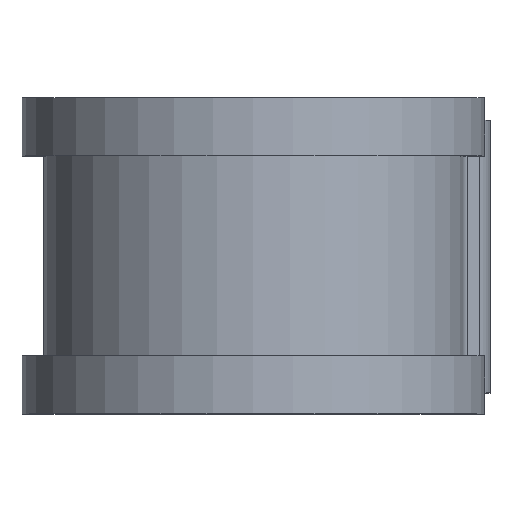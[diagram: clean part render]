
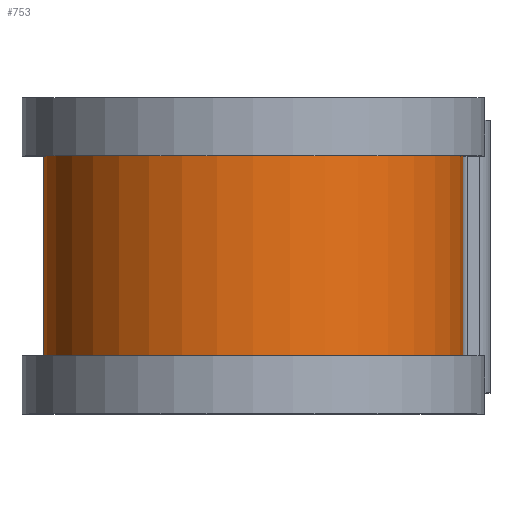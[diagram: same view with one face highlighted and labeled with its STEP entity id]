
A CAD part, top view. The second image highlights one B-rep face of the part: STEP entity #753.
In plain terms, the highlighted cylindrical face has radius 14.643 mm (diameter 29.286 mm), a partial arc.
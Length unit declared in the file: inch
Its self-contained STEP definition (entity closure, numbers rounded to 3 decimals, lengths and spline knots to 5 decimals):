
#6 = CARTESIAN_POINT ( 'NONE',  ( 0.5765, 0.375, 0. ) ) ;
#10 = VERTEX_POINT ( 'NONE', #1565 ) ;
#38 = VERTEX_POINT ( 'NONE', #84 ) ;
#66 = DIRECTION ( 'NONE',  ( 0., 0., -1. ) ) ;
#84 = CARTESIAN_POINT ( 'NONE',  ( 0., -0.275, -0.5765 ) ) ;
#111 = CARTESIAN_POINT ( 'NONE',  ( 0.5765, 0.275, 0. ) ) ;
#183 = CYLINDRICAL_SURFACE ( 'NONE', #1147, 0.5765 ) ;
#283 = VECTOR ( 'NONE', #897, 39.37008 ) ;
#405 = EDGE_CURVE ( 'NONE', #10, #38, #820, .T. ) ;
#455 = EDGE_CURVE ( 'NONE', #810, #38, #726, .T. ) ;
#477 = ORIENTED_EDGE ( 'NONE', *, *, #912, .F. ) ;
#589 = DIRECTION ( 'NONE',  ( 0., -1., 0. ) ) ;
#622 = EDGE_CURVE ( 'NONE', #1004, #10, #1465, .T. ) ;
#726 = CIRCLE ( 'NONE', #1022, 0.5765 ) ;
#753 = ADVANCED_FACE ( 'NONE', ( #918 ), #183, .T. ) ;
#780 = DIRECTION ( 'NONE',  ( 0., 0., -1. ) ) ;
#810 = VERTEX_POINT ( 'NONE', #1377 ) ;
#820 = LINE ( 'NONE', #993, #1139 ) ;
#851 = CARTESIAN_POINT ( 'NONE',  ( 0., 0.375, 0. ) ) ;
#862 = DIRECTION ( 'NONE',  ( 0., -1., 0. ) ) ;
#875 = EDGE_LOOP ( 'NONE', ( #477, #1159, #971, #1153 ) ) ;
#897 = DIRECTION ( 'NONE',  ( 0., -1., 0. ) ) ;
#911 = DIRECTION ( 'NONE',  ( 0., -1., 0. ) ) ;
#912 = EDGE_CURVE ( 'NONE', #1004, #810, #1368, .T. ) ;
#918 = FACE_OUTER_BOUND ( 'NONE', #875, .T. ) ;
#971 = ORIENTED_EDGE ( 'NONE', *, *, #405, .T. ) ;
#993 = CARTESIAN_POINT ( 'NONE',  ( 0., 0.375, -0.5765 ) ) ;
#1004 = VERTEX_POINT ( 'NONE', #111 ) ;
#1022 = AXIS2_PLACEMENT_3D ( 'NONE', #1686, #862, #66 ) ;
#1139 = VECTOR ( 'NONE', #589, 39.37008 ) ;
#1147 = AXIS2_PLACEMENT_3D ( 'NONE', #851, #911, #780 ) ;
#1153 = ORIENTED_EDGE ( 'NONE', *, *, #455, .F. ) ;
#1159 = ORIENTED_EDGE ( 'NONE', *, *, #622, .T. ) ;
#1360 = CARTESIAN_POINT ( 'NONE',  ( 0., 0.275, 0. ) ) ;
#1368 = LINE ( 'NONE', #6, #283 ) ;
#1377 = CARTESIAN_POINT ( 'NONE',  ( 0.5765, -0.275, 0. ) ) ;
#1465 = CIRCLE ( 'NONE', #1724, 0.5765 ) ;
#1486 = DIRECTION ( 'NONE',  ( 0., -1., 0. ) ) ;
#1504 = DIRECTION ( 'NONE',  ( 0., 0., -1. ) ) ;
#1565 = CARTESIAN_POINT ( 'NONE',  ( 0., 0.275, -0.5765 ) ) ;
#1686 = CARTESIAN_POINT ( 'NONE',  ( 0., -0.275, 0. ) ) ;
#1724 = AXIS2_PLACEMENT_3D ( 'NONE', #1360, #1486, #1504 ) ;
